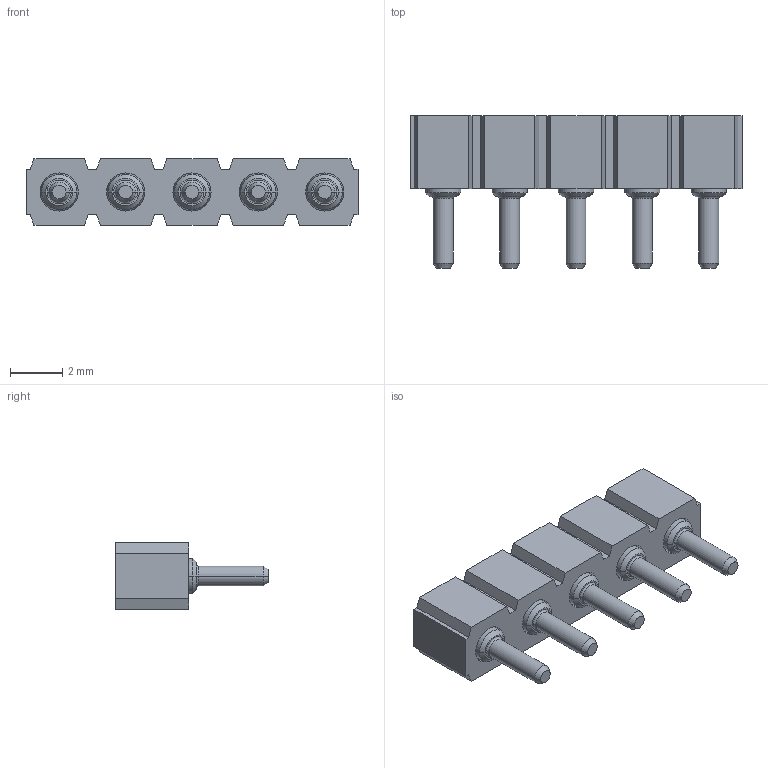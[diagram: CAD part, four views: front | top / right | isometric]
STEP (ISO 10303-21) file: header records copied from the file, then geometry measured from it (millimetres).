
FILE_DESCRIPTION (( 'STEP AP214' ), '1' );
FILE_NAME ('mill-max-315-13-105-41-001000.STEP', '2022-08-30T06:00:03', ( '' ), ( '' ), 'SwSTEP 2.0', 'SolidWorks 2022', '' );
FILE_SCHEMA (( 'AUTOMOTIVE_DESIGN' ));
Length unit declared in the file: inch
Products named in the file (3): mill-max-315-13-105-41-001000; P3XX-11-010-00-000000_P305-11-010-00-000000; 0501_0501-0-00-15-00-00-03-0
Assembly tree (6 placements, depth 2):
  mill-max-315-13-105-41-001000
    P3XX-11-010-00-000000_P305-11-010-00-000000
    0501_0501-0-00-15-00-00-03-0  x5
Bounding box: 12.7 x 5.84 x 2.54 mm (x, y, z)
Volume: 74.3 mm3; surface area: 390 mm2
Topology: 6 solids, 6 shells, 226 faces, 502 edges, 303 vertices
Faces by surface type: cylinder 80, plane 76, cone 60, torus 10
Entity records: 3188 total; most frequent: DIRECTION 550, CARTESIAN_POINT 526, ORIENTED_EDGE 504, EDGE_CURVE 252, AXIS2_PLACEMENT_3D 187, VECTOR 176, LINE 176, VERTEX_POINT 163
